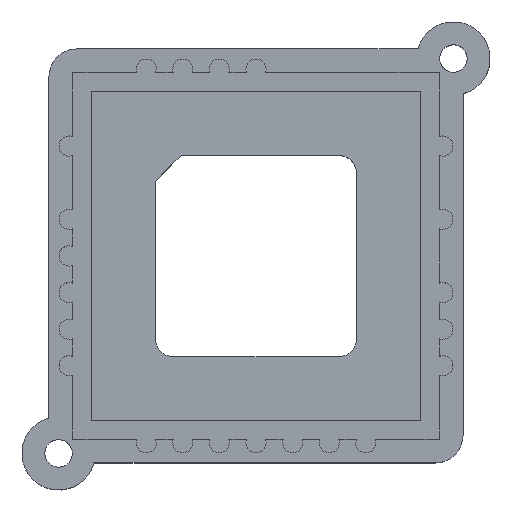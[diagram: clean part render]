
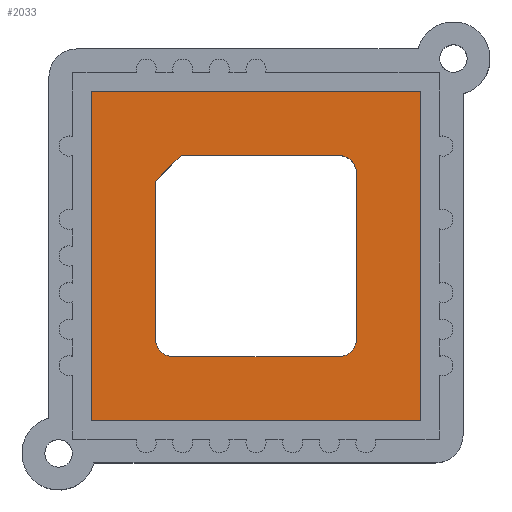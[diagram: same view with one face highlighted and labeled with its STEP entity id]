
A CAD part, top view. The second image highlights one B-rep face of the part: STEP entity #2033.
In plain terms, the highlighted planar face has unit normal (0, 0, 1).
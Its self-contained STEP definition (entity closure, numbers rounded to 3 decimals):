
#34=FACE_BOUND('',#309,.T.);
#86=PLANE('',#2252);
#194=FACE_OUTER_BOUND('',#308,.T.);
#308=EDGE_LOOP('',(#1850,#1851,#1852,#1853));
#309=EDGE_LOOP('',(#1854,#1855,#1856,#1857,#1858,#1859,#1860,#1861));
#488=LINE('',#3633,#670);
#499=LINE('',#3656,#681);
#502=LINE('',#3661,#684);
#504=LINE('',#3665,#686);
#505=LINE('',#3667,#687);
#506=LINE('',#3671,#688);
#507=LINE('',#3674,#689);
#508=LINE('',#3676,#690);
#509=LINE('',#3680,#691);
#670=VECTOR('',#2783,10.);
#681=VECTOR('',#2806,10.);
#684=VECTOR('',#2811,10.);
#686=VECTOR('',#2815,10.);
#687=VECTOR('',#2818,10.);
#688=VECTOR('',#2821,10.);
#689=VECTOR('',#2824,10.);
#690=VECTOR('',#2825,10.);
#691=VECTOR('',#2828,10.);
#796=CIRCLE('',#2253,0.5);
#797=CIRCLE('',#2254,0.5);
#798=CIRCLE('',#2255,0.5);
#978=VERTEX_POINT('',#3630);
#979=VERTEX_POINT('',#3632);
#984=VERTEX_POINT('',#3653);
#985=VERTEX_POINT('',#3655);
#986=VERTEX_POINT('',#3659);
#987=VERTEX_POINT('',#3663);
#988=VERTEX_POINT('',#3669);
#989=VERTEX_POINT('',#3670);
#990=VERTEX_POINT('',#3672);
#991=VERTEX_POINT('',#3675);
#992=VERTEX_POINT('',#3677);
#993=VERTEX_POINT('',#3679);
#1263=EDGE_CURVE('',#979,#978,#488,.T.);
#1274=EDGE_CURVE('',#984,#985,#499,.T.);
#1277=EDGE_CURVE('',#986,#984,#502,.T.);
#1279=EDGE_CURVE('',#987,#986,#504,.T.);
#1280=EDGE_CURVE('',#985,#987,#505,.T.);
#1281=EDGE_CURVE('',#988,#989,#506,.T.);
#1282=EDGE_CURVE('',#989,#990,#796,.T.);
#1283=EDGE_CURVE('',#990,#979,#507,.T.);
#1284=EDGE_CURVE('',#978,#991,#508,.T.);
#1285=EDGE_CURVE('',#991,#992,#797,.T.);
#1286=EDGE_CURVE('',#992,#993,#509,.T.);
#1287=EDGE_CURVE('',#993,#988,#798,.T.);
#1850=ORIENTED_EDGE('',*,*,#1277,.F.);
#1851=ORIENTED_EDGE('',*,*,#1279,.F.);
#1852=ORIENTED_EDGE('',*,*,#1280,.F.);
#1853=ORIENTED_EDGE('',*,*,#1274,.F.);
#1854=ORIENTED_EDGE('',*,*,#1281,.T.);
#1855=ORIENTED_EDGE('',*,*,#1282,.T.);
#1856=ORIENTED_EDGE('',*,*,#1283,.T.);
#1857=ORIENTED_EDGE('',*,*,#1263,.T.);
#1858=ORIENTED_EDGE('',*,*,#1284,.T.);
#1859=ORIENTED_EDGE('',*,*,#1285,.T.);
#1860=ORIENTED_EDGE('',*,*,#1286,.T.);
#1861=ORIENTED_EDGE('',*,*,#1287,.T.);
#2033=ADVANCED_FACE('',(#194,#34),#86,.F.);
#2252=AXIS2_PLACEMENT_3D('',#3668,#2819,#2820);
#2253=AXIS2_PLACEMENT_3D('',#3673,#2822,#2823);
#2254=AXIS2_PLACEMENT_3D('',#3678,#2826,#2827);
#2255=AXIS2_PLACEMENT_3D('',#3681,#2829,#2830);
#2783=DIRECTION('',(0.707,0.707,0.));
#2806=DIRECTION('',(0.,-1.,0.));
#2811=DIRECTION('',(1.,0.,0.));
#2815=DIRECTION('',(0.,1.,0.));
#2818=DIRECTION('',(-1.,0.,0.));
#2819=DIRECTION('center_axis',(0.,0.,-1.));
#2820=DIRECTION('ref_axis',(-1.,0.,0.));
#2821=DIRECTION('',(-1.,0.,0.));
#2822=DIRECTION('center_axis',(0.,0.,-1.));
#2823=DIRECTION('ref_axis',(0.,-1.,0.));
#2824=DIRECTION('',(0.,1.,0.));
#2825=DIRECTION('',(1.,0.,0.));
#2826=DIRECTION('center_axis',(0.,0.,-1.));
#2827=DIRECTION('ref_axis',(0.,1.,0.));
#2828=DIRECTION('',(0.,-1.,0.));
#2829=DIRECTION('center_axis',(0.,0.,-1.));
#2830=DIRECTION('ref_axis',(1.,0.,0.));
#3630=CARTESIAN_POINT('',(-2.043,2.75,6.));
#3632=CARTESIAN_POINT('',(-2.75,2.043,6.));
#3633=CARTESIAN_POINT('',(-2.22,2.573,6.));
#3653=CARTESIAN_POINT('',(4.5,4.5,6.));
#3655=CARTESIAN_POINT('',(4.5,-4.5,6.));
#3656=CARTESIAN_POINT('',(4.5,-4.5,6.));
#3659=CARTESIAN_POINT('',(-4.5,4.5,6.));
#3661=CARTESIAN_POINT('',(4.5,4.5,6.));
#3663=CARTESIAN_POINT('',(-4.5,-4.5,6.));
#3665=CARTESIAN_POINT('',(-4.5,4.5,6.));
#3667=CARTESIAN_POINT('',(-4.5,-4.5,6.));
#3668=CARTESIAN_POINT('Origin',(0.,0.,6.));
#3669=CARTESIAN_POINT('',(2.25,-2.75,6.));
#3670=CARTESIAN_POINT('',(-2.25,-2.75,6.));
#3671=CARTESIAN_POINT('',(-1.125,-2.75,6.));
#3672=CARTESIAN_POINT('',(-2.75,-2.25,6.));
#3673=CARTESIAN_POINT('Origin',(-2.25,-2.25,6.));
#3674=CARTESIAN_POINT('',(-2.75,1.021,6.));
#3675=CARTESIAN_POINT('',(2.25,2.75,6.));
#3676=CARTESIAN_POINT('',(1.125,2.75,6.));
#3677=CARTESIAN_POINT('',(2.75,2.25,6.));
#3678=CARTESIAN_POINT('Origin',(2.25,2.25,6.));
#3679=CARTESIAN_POINT('',(2.75,-2.25,6.));
#3680=CARTESIAN_POINT('',(2.75,-1.125,6.));
#3681=CARTESIAN_POINT('Origin',(2.25,-2.25,6.));
